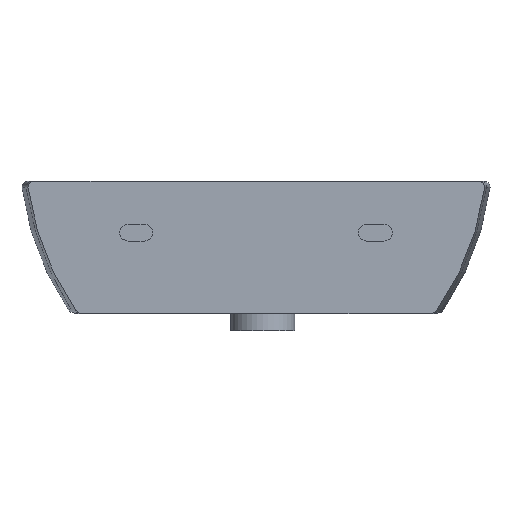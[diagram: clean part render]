
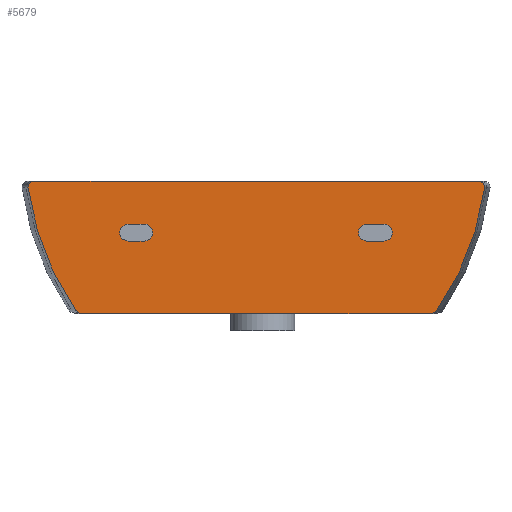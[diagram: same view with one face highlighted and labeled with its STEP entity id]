
A CAD part, left-side view. The second image highlights one B-rep face of the part: STEP entity #5679.
In plain terms, the highlighted face is planar.
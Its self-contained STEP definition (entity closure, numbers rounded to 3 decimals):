
#1184=CARTESIAN_POINT('',(-261.001,0.0,7.));
#1185=VERTEX_POINT('',#1184);
#1237=CARTESIAN_POINT('',(261.001,0.0,7.));
#1238=VERTEX_POINT('',#1237);
#1245=CARTESIAN_POINT('',(-261.001,0.0,7.));
#1246=DIRECTION('',(1.0,0.0,0.0));
#1247=VECTOR('',#1246,522.001);
#1248=LINE('',#1245,#1247);
#1249=EDGE_CURVE('',#1185,#1238,#1248,.T.);
#2890=CARTESIAN_POINT('',(203.895,0.,-148.0));
#2891=VERTEX_POINT('',#2890);
#3058=CARTESIAN_POINT('',(-203.895,0.,-148.0));
#3059=VERTEX_POINT('',#3058);
#3067=CARTESIAN_POINT('',(203.895,0.,-148.0));
#3068=DIRECTION('',(-1.0,0.0,0.0));
#3069=VECTOR('',#3068,407.79);
#3070=LINE('',#3067,#3069);
#3071=EDGE_CURVE('',#2891,#3059,#3070,.T.);
#3177=CARTESIAN_POINT('',(212.166,0.,-143.68));
#3178=VERTEX_POINT('',#3177);
#3179=CARTESIAN_POINT('',(203.895,0.,-148.0));
#3180=CARTESIAN_POINT('',(205.21,0.,-148.));
#3181=CARTESIAN_POINT('',(206.512,0.,-147.739));
#3182=CARTESIAN_POINT('',(207.729,0.,-147.241));
#3183=CARTESIAN_POINT('',(208.228,0.,-147.037));
#3184=CARTESIAN_POINT('',(208.709,0.,-146.794));
#3185=CARTESIAN_POINT('',(209.167,0.,-146.514));
#3186=CARTESIAN_POINT('',(209.528,0.,-146.293));
#3187=CARTESIAN_POINT('',(209.875,0.,-146.048));
#3188=CARTESIAN_POINT('',(210.206,0.,-145.782));
#3189=CARTESIAN_POINT('',(210.957,0.,-145.179));
#3190=CARTESIAN_POINT('',(211.618,0.,-144.471));
#3191=CARTESIAN_POINT('',(212.166,0.,-143.68));
#3192=B_SPLINE_CURVE_WITH_KNOTS('',3,(#3179,#3180,#3181,#3182,#3183,#3184,#3185,#3186,#3187,#3188,#3189,#3190,#3191),.UNSPECIFIED.,.F.,.U.,(4,3,3,3,4),(0.0,0.395,0.556,0.684,0.973),.UNSPECIFIED.);
#3193=EDGE_CURVE('',#2891,#3178,#3192,.T.);
#4210=CARTESIAN_POINT('',(-212.166,0.,-143.68));
#4211=VERTEX_POINT('',#4210);
#4212=CARTESIAN_POINT('',(-212.166,0.,-143.68));
#4213=CARTESIAN_POINT('',(-211.424,0.,-144.751));
#4214=CARTESIAN_POINT('',(-210.478,0.,-145.667));
#4215=CARTESIAN_POINT('',(-209.386,0.,-146.376));
#4216=CARTESIAN_POINT('',(-209.313,0.,-146.423));
#4217=CARTESIAN_POINT('',(-209.24,0.,-146.469));
#4218=CARTESIAN_POINT('',(-209.167,0.,-146.514));
#4219=CARTESIAN_POINT('',(-208.415,0.,-146.974));
#4220=CARTESIAN_POINT('',(-207.604,0.,-147.332));
#4221=CARTESIAN_POINT('',(-206.758,0.,-147.583));
#4222=CARTESIAN_POINT('',(-205.828,0.,-147.858));
#4223=CARTESIAN_POINT('',(-204.864,0.,-148.0));
#4224=CARTESIAN_POINT('',(-203.895,0.,-148.0));
#4225=B_SPLINE_CURVE_WITH_KNOTS('',3,(#4212,#4213,#4214,#4215,#4216,#4217,#4218,#4219,#4220,#4221,#4222,#4223,#4224),.UNSPECIFIED.,.F.,.U.,(4,3,3,3,4),(0.0,0.391,0.417,0.682,0.972),.UNSPECIFIED.);
#4226=EDGE_CURVE('',#4211,#3059,#4225,.T.);
#4278=CARTESIAN_POINT('',(-267.905,0.0,0.0));
#4279=VERTEX_POINT('',#4278);
#4286=CARTESIAN_POINT('',(-212.166,0.,-143.68));
#4287=CARTESIAN_POINT('',(-229.518,0.,-118.662));
#4288=CARTESIAN_POINT('',(-243.095,0.,-91.769));
#4289=CARTESIAN_POINT('',(-259.74,0.,-42.914));
#4290=CARTESIAN_POINT('',(-264.742,0.,-21.914));
#4291=CARTESIAN_POINT('',(-267.905,0.0,0.0));
#4292=B_SPLINE_CURVE_WITH_KNOTS('',3,(#4286,#4287,#4288,#4289,#4290,#4291),.UNSPECIFIED.,.F.,.U.,(4,2,4),(0.033,0.602,1.0),.UNSPECIFIED.);
#4293=EDGE_CURVE('',#4211,#4279,#4292,.T.);
#4410=CARTESIAN_POINT('',(150.246,0.0,-63.));
#4411=VERTEX_POINT('',#4410);
#4418=CARTESIAN_POINT('',(131.541,0.0,-63.));
#4419=VERTEX_POINT('',#4418);
#4420=CARTESIAN_POINT('',(131.541,0.0,-63.));
#4421=DIRECTION('',(1.0,0.0,0.0));
#4422=VECTOR('',#4421,18.705);
#4423=LINE('',#4420,#4422);
#4424=EDGE_CURVE('',#4419,#4411,#4423,.T.);
#4450=CARTESIAN_POINT('',(131.541,0.0,-43.));
#4451=VERTEX_POINT('',#4450);
#4452=CARTESIAN_POINT('',(131.541,0.0,-53.));
#4453=DIRECTION('',(0.0,-1.0,0.0));
#4454=DIRECTION('',(0.0,0.0,-1.0));
#4455=AXIS2_PLACEMENT_3D('',#4452,#4453,#4454);
#4456=CIRCLE('',#4455,10.0);
#4457=EDGE_CURVE('',#4451,#4419,#4456,.T.);
#4482=CARTESIAN_POINT('',(150.246,0.0,-43.));
#4483=VERTEX_POINT('',#4482);
#4484=CARTESIAN_POINT('',(150.246,0.0,-43.));
#4485=DIRECTION('',(-1.0,0.0,0.0));
#4486=VECTOR('',#4485,18.705);
#4487=LINE('',#4484,#4486);
#4488=EDGE_CURVE('',#4483,#4451,#4487,.T.);
#4512=CARTESIAN_POINT('',(150.246,0.0,-53.));
#4513=DIRECTION('',(0.0,-1.0,0.0));
#4514=DIRECTION('',(0.0,0.0,1.0));
#4515=AXIS2_PLACEMENT_3D('',#4512,#4513,#4514);
#4516=CIRCLE('',#4515,10.0);
#4517=EDGE_CURVE('',#4411,#4483,#4516,.T.);
#4538=CARTESIAN_POINT('',(-129.754,0.0,-63.));
#4539=VERTEX_POINT('',#4538);
#4546=CARTESIAN_POINT('',(-149.754,0.0,-63.));
#4547=VERTEX_POINT('',#4546);
#4548=CARTESIAN_POINT('',(-149.754,0.0,-63.0));
#4549=DIRECTION('',(1.0,0.0,0.0));
#4550=VECTOR('',#4549,20.);
#4551=LINE('',#4548,#4550);
#4552=EDGE_CURVE('',#4547,#4539,#4551,.T.);
#4578=CARTESIAN_POINT('',(-149.754,0.0,-43.));
#4579=VERTEX_POINT('',#4578);
#4580=CARTESIAN_POINT('',(-149.754,0.0,-53.));
#4581=DIRECTION('',(0.0,-1.0,0.0));
#4582=DIRECTION('',(0.0,0.0,-1.0));
#4583=AXIS2_PLACEMENT_3D('',#4580,#4581,#4582);
#4584=CIRCLE('',#4583,10.0);
#4585=EDGE_CURVE('',#4579,#4547,#4584,.T.);
#4610=CARTESIAN_POINT('',(-129.754,0.0,-43.));
#4611=VERTEX_POINT('',#4610);
#4612=CARTESIAN_POINT('',(-129.754,0.0,-43.));
#4613=DIRECTION('',(-1.0,0.0,0.0));
#4614=VECTOR('',#4613,20.0);
#4615=LINE('',#4612,#4614);
#4616=EDGE_CURVE('',#4611,#4579,#4615,.T.);
#4640=CARTESIAN_POINT('',(-129.754,0.0,-53.));
#4641=DIRECTION('',(0.0,-1.0,0.0));
#4642=DIRECTION('',(0.0,0.0,1.0));
#4643=AXIS2_PLACEMENT_3D('',#4640,#4641,#4642);
#4644=CIRCLE('',#4643,10.0);
#4645=EDGE_CURVE('',#4539,#4611,#4644,.T.);
#5057=CARTESIAN_POINT('',(267.905,0.0,0.1));
#5058=VERTEX_POINT('',#5057);
#5059=CARTESIAN_POINT('',(261.001,0.0,0.1));
#5060=DIRECTION('',(0.0,-1.0,0.0));
#5061=DIRECTION('',(1.0,0.0,0.0));
#5062=AXIS2_PLACEMENT_3D('',#5059,#5060,#5061);
#5063=ELLIPSE('',#5062,6.904,6.9);
#5064=EDGE_CURVE('',#5058,#1238,#5063,.T.);
#5252=CARTESIAN_POINT('',(-267.905,0.0,0.1));
#5253=VERTEX_POINT('',#5252);
#5254=CARTESIAN_POINT('',(-261.001,0.0,0.1));
#5255=DIRECTION('',(0.0,-1.0,0.0));
#5256=DIRECTION('',(-1.0,0.0,0.0));
#5257=AXIS2_PLACEMENT_3D('',#5254,#5255,#5256);
#5258=ELLIPSE('',#5257,6.904,6.9);
#5259=EDGE_CURVE('',#1185,#5253,#5258,.T.);
#5515=CARTESIAN_POINT('',(267.905,0.0,0.0));
#5516=VERTEX_POINT('',#5515);
#5517=CARTESIAN_POINT('',(212.166,0.,-143.68));
#5518=CARTESIAN_POINT('',(229.518,0.,-118.662));
#5519=CARTESIAN_POINT('',(243.095,0.,-91.769));
#5520=CARTESIAN_POINT('',(259.74,0.,-42.914));
#5521=CARTESIAN_POINT('',(264.742,0.,-21.914));
#5522=CARTESIAN_POINT('',(267.905,0.0,0.0));
#5523=B_SPLINE_CURVE_WITH_KNOTS('',3,(#5517,#5518,#5519,#5520,#5521,#5522),.UNSPECIFIED.,.F.,.U.,(4,2,4),(0.033,0.602,1.0),.UNSPECIFIED.);
#5524=EDGE_CURVE('',#3178,#5516,#5523,.T.);
#5634=CARTESIAN_POINT('',(-267.905,0.0,0.0));
#5635=DIRECTION('',(0.0,0.0,1.0));
#5636=VECTOR('',#5635,0.1);
#5637=LINE('',#5634,#5636);
#5638=EDGE_CURVE('',#4279,#5253,#5637,.T.);
#5645=CARTESIAN_POINT('',(-267.905,0.0,0.0));
#5646=DIRECTION('',(0.0,1.0,0.0));
#5647=DIRECTION('',(0.0,0.0,1.0));
#5648=AXIS2_PLACEMENT_3D('',#5645,#5646,#5647);
#5649=PLANE('',#5648);
#5650=ORIENTED_EDGE('',*,*,#3193,.F.);
#5651=ORIENTED_EDGE('',*,*,#3071,.T.);
#5652=ORIENTED_EDGE('',*,*,#4226,.F.);
#5653=ORIENTED_EDGE('',*,*,#4293,.T.);
#5654=ORIENTED_EDGE('',*,*,#5638,.T.);
#5655=ORIENTED_EDGE('',*,*,#5259,.F.);
#5656=ORIENTED_EDGE('',*,*,#1249,.T.);
#5657=ORIENTED_EDGE('',*,*,#5064,.F.);
#5658=CARTESIAN_POINT('',(267.905,0.0,0.0));
#5659=DIRECTION('',(0.0,0.0,1.0));
#5660=VECTOR('',#5659,0.1);
#5661=LINE('',#5658,#5660);
#5662=EDGE_CURVE('',#5516,#5058,#5661,.T.);
#5663=ORIENTED_EDGE('',*,*,#5662,.F.);
#5664=ORIENTED_EDGE('',*,*,#5524,.F.);
#5665=EDGE_LOOP('',(#5650,#5651,#5652,#5653,#5654,#5655,#5656,#5657,#5663,#5664));
#5666=FACE_OUTER_BOUND('',#5665,.T.);
#5667=ORIENTED_EDGE('',*,*,#4488,.T.);
#5668=ORIENTED_EDGE('',*,*,#4457,.T.);
#5669=ORIENTED_EDGE('',*,*,#4424,.T.);
#5670=ORIENTED_EDGE('',*,*,#4517,.T.);
#5671=EDGE_LOOP('',(#5667,#5668,#5669,#5670));
#5672=FACE_BOUND('',#5671,.T.);
#5673=ORIENTED_EDGE('',*,*,#4616,.T.);
#5674=ORIENTED_EDGE('',*,*,#4585,.T.);
#5675=ORIENTED_EDGE('',*,*,#4552,.T.);
#5676=ORIENTED_EDGE('',*,*,#4645,.T.);
#5677=EDGE_LOOP('',(#5673,#5674,#5675,#5676));
#5678=FACE_BOUND('',#5677,.T.);
#5679=ADVANCED_FACE('',(#5666,#5672,#5678),#5649,.T.);
